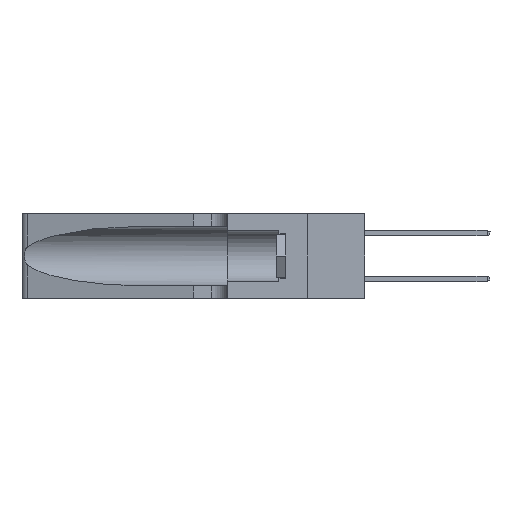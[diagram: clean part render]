
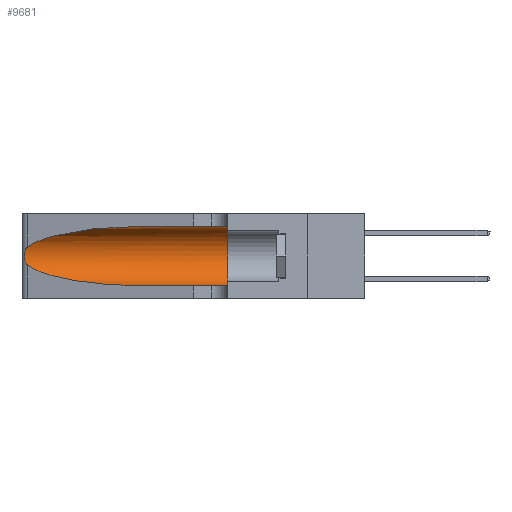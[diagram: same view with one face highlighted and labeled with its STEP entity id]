
A CAD part, left-side view. The second image highlights one B-rep face of the part: STEP entity #9681.
In plain terms, the highlighted cylindrical face has radius 3.308 mm (diameter 6.617 mm), a partial arc.
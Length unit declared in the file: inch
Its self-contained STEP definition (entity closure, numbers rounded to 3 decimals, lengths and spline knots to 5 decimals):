
#38 = DIRECTION ( 'NONE',  ( 0., -1., 0. ) ) ;
#57 = CARTESIAN_POINT ( 'NONE',  ( 0.25487, 1.22718, 0.14631 ) ) ;
#1337 = CARTESIAN_POINT ( 'NONE',  ( 0.1305, 0.35, 0.31525 ) ) ;
#2461 = CARTESIAN_POINT ( 'NONE',  ( 0.25789, 1.23486, 0.15765 ) ) ;
#2620 = DIRECTION ( 'NONE',  ( 0., 0., 1. ) ) ;
#2708 = LINE ( 'NONE', #4930, #12625 ) ;
#3483 = CYLINDRICAL_SURFACE ( 'NONE', #23000, 0.13025 ) ;
#3596 = CARTESIAN_POINT ( 'NONE',  ( 0.26018, 1.23835, 0.19895 ) ) ;
#4646 = ORIENTED_EDGE ( 'NONE', *, *, #17965, .F. ) ;
#4930 = CARTESIAN_POINT ( 'NONE',  ( 0.1305, 1.61858, 0.05475 ) ) ;
#5000 = DIRECTION ( 'NONE',  ( 0., -1., 0. ) ) ;
#5380 =( BOUNDED_CURVE ( )  B_SPLINE_CURVE ( 3, ( #15887, #17729, #10369, #8503 ),
 .UNSPECIFIED., .F., .F. ) 
 B_SPLINE_CURVE_WITH_KNOTS ( ( 4, 4 ),
 ( 1.5708, 2.84003 ),
 .UNSPECIFIED. ) 
 CURVE ( )  GEOMETRIC_REPRESENTATION_ITEM ( )  RATIONAL_B_SPLINE_CURVE ( ( 1., 0.87, 0.87, 1. ) ) 
 REPRESENTATION_ITEM ( '' )  );
#5705 = CARTESIAN_POINT ( 'NONE',  ( 0.1305, 1.61858, 0.31525 ) ) ;
#5892 = CARTESIAN_POINT ( 'NONE',  ( 0.25555, 1.22993, 0.14849 ) ) ;
#5962 = EDGE_LOOP ( 'NONE', ( #9748, #20050, #18782, #22637, #7425, #4646 ) ) ;
#5965 = CARTESIAN_POINT ( 'NONE',  ( 0.26075, 1.23896, 0.19203 ) ) ;
#6287 = DIRECTION ( 'NONE',  ( 0., 1., 0. ) ) ;
#6911 = CARTESIAN_POINT ( 'NONE',  ( 0.25854, 1.2359, 0.20912 ) ) ;
#7035 = CARTESIAN_POINT ( 'NONE',  ( 0.25487, 1.22718, 0.14631 ) ) ;
#7296 = FACE_OUTER_BOUND ( 'NONE', #5962, .T. ) ;
#7425 = ORIENTED_EDGE ( 'NONE', *, *, #21987, .F. ) ;
#7546 = DIRECTION ( 'NONE',  ( 0., 0., -1. ) ) ;
#8503 = CARTESIAN_POINT ( 'NONE',  ( 0.25487, 1.22718, 0.22369 ) ) ;
#8575 = LINE ( 'NONE', #5705, #12599 ) ;
#9120 = CARTESIAN_POINT ( 'NONE',  ( 0.1305, 0.72297, 0.05475 ) ) ;
#9189 = EDGE_CURVE ( 'NONE', #13283, #21670, #17251, .T. ) ;
#9601 = CARTESIAN_POINT ( 'NONE',  ( 0.25487, 1.22718, 0.22369 ) ) ;
#9681 = ADVANCED_FACE ( 'NONE', ( #7296 ), #3483, .F. ) ;
#9748 = ORIENTED_EDGE ( 'NONE', *, *, #24101, .T. ) ;
#9991 = CARTESIAN_POINT ( 'NONE',  ( 0.25787, 1.23484, 0.2124 ) ) ;
#10369 = CARTESIAN_POINT ( 'NONE',  ( 0.2373, 1.15595, 0.28018 ) ) ;
#11481 = CARTESIAN_POINT ( 'NONE',  ( 0.1305, 1.61858, 0.185 ) ) ;
#12363 = CARTESIAN_POINT ( 'NONE',  ( 0.1305, 0.72297, 0.31525 ) ) ;
#12599 = VECTOR ( 'NONE', #15188, 39.37008 ) ;
#12625 = VECTOR ( 'NONE', #5000, 39.37008 ) ;
#13026 = EDGE_CURVE ( 'NONE', #21670, #21614, #2708, .T. ) ;
#13074 = CARTESIAN_POINT ( 'NONE',  ( 0.25856, 1.23593, 0.16098 ) ) ;
#13137 = CARTESIAN_POINT ( 'NONE',  ( 0.1305, 0.72297, 0.05475 ) ) ;
#13218 = CARTESIAN_POINT ( 'NONE',  ( 0.25487, 1.22718, 0.14631 ) ) ;
#13283 = VERTEX_POINT ( 'NONE', #7035 ) ;
#14553 = CARTESIAN_POINT ( 'NONE',  ( 0.25639, 1.23184, 0.21858 ) ) ;
#14807 = AXIS2_PLACEMENT_3D ( 'NONE', #23022, #6287, #2620 ) ;
#14872 = CARTESIAN_POINT ( 'NONE',  ( 0.2373, 1.15595, 0.08982 ) ) ;
#15188 = DIRECTION ( 'NONE',  ( 0., -1., 0. ) ) ;
#15605 = CARTESIAN_POINT ( 'NONE',  ( 0.25487, 1.22718, 0.22369 ) ) ;
#15766 = CARTESIAN_POINT ( 'NONE',  ( 0.25555, 1.22994, 0.2215 ) ) ;
#15887 = CARTESIAN_POINT ( 'NONE',  ( 0.1305, 0.72297, 0.31525 ) ) ;
#16662 = CARTESIAN_POINT ( 'NONE',  ( 0.18966, 0.96281, 0.05475 ) ) ;
#17251 =( BOUNDED_CURVE ( )  B_SPLINE_CURVE ( 3, ( #57, #14872, #16662, #9120 ),
 .UNSPECIFIED., .F., .F. ) 
 B_SPLINE_CURVE_WITH_KNOTS ( ( 4, 4 ),
 ( 3.44316, 4.71239 ),
 .UNSPECIFIED. ) 
 CURVE ( )  GEOMETRIC_REPRESENTATION_ITEM ( )  RATIONAL_B_SPLINE_CURVE ( ( 1., 0.87, 0.87, 1. ) ) 
 REPRESENTATION_ITEM ( '' )  );
#17532 = VERTEX_POINT ( 'NONE', #1337 ) ;
#17729 = CARTESIAN_POINT ( 'NONE',  ( 0.18966, 0.96281, 0.31525 ) ) ;
#17965 = EDGE_CURVE ( 'NONE', #22104, #17532, #8575, .T. ) ;
#18666 = EDGE_CURVE ( 'NONE', #21093, #13283, #22651, .T. ) ;
#18782 = ORIENTED_EDGE ( 'NONE', *, *, #9189, .T. ) ;
#19410 = CARTESIAN_POINT ( 'NONE',  ( 0.26075, 1.23896, 0.178 ) ) ;
#20050 = ORIENTED_EDGE ( 'NONE', *, *, #18666, .T. ) ;
#20531 = CARTESIAN_POINT ( 'NONE',  ( 0.25639, 1.23186, 0.15144 ) ) ;
#21093 = VERTEX_POINT ( 'NONE', #9601 ) ;
#21614 = VERTEX_POINT ( 'NONE', #22317 ) ;
#21670 = VERTEX_POINT ( 'NONE', #13137 ) ;
#21987 = EDGE_CURVE ( 'NONE', #17532, #21614, #22643, .T. ) ;
#22104 = VERTEX_POINT ( 'NONE', #12363 ) ;
#22317 = CARTESIAN_POINT ( 'NONE',  ( 0.1305, 0.35, 0.05475 ) ) ;
#22637 = ORIENTED_EDGE ( 'NONE', *, *, #13026, .T. ) ;
#22643 = CIRCLE ( 'NONE', #14807, 0.13025 ) ;
#22651 = B_SPLINE_CURVE_WITH_KNOTS ( 'NONE', 3,
 ( #15605, #15766, #14553, #9991, #6911, #3596, #5965, #19410, #23966, #13074, #2461, #20531, #5892, #13218 ),
 .UNSPECIFIED., .F., .F.,
 ( 4, 2, 2, 2, 2, 2, 4 ),
 ( 0., 0.00027, 0.00053, 0.00107, 0.0016, 0.00187, 0.00214 ),
 .UNSPECIFIED. ) ;
#23000 = AXIS2_PLACEMENT_3D ( 'NONE', #11481, #38, #7546 ) ;
#23022 = CARTESIAN_POINT ( 'NONE',  ( 0.1305, 0.35, 0.185 ) ) ;
#23966 = CARTESIAN_POINT ( 'NONE',  ( 0.26017, 1.23833, 0.17102 ) ) ;
#24101 = EDGE_CURVE ( 'NONE', #22104, #21093, #5380, .T. ) ;
